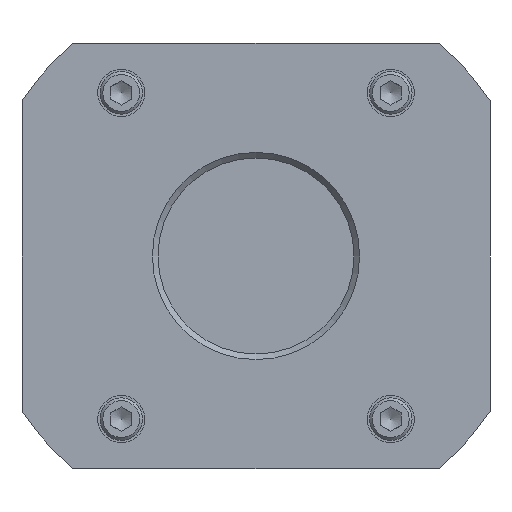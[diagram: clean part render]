
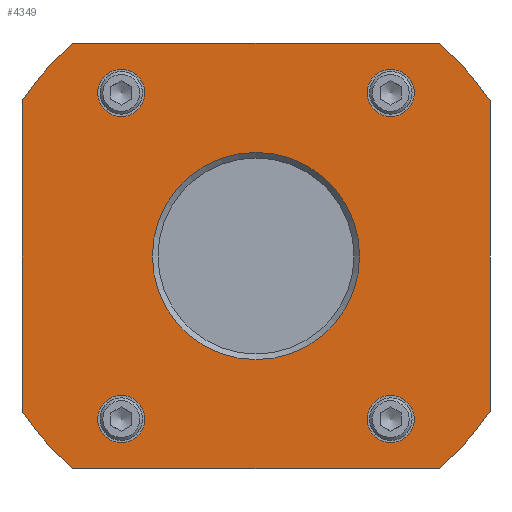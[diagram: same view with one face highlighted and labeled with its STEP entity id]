
A CAD part, front view. The second image highlights one B-rep face of the part: STEP entity #4349.
In plain terms, the highlighted planar face has unit normal (0, -1, 0).
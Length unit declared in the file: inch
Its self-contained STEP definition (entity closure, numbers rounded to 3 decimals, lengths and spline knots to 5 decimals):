
#4203=CARTESIAN_POINT('',(-0.9135,0.,0.));
#4204=VERTEX_POINT('',#4203);
#4205=CARTESIAN_POINT('',(0.0,0.0,0.0));
#4206=DIRECTION('',(0.0,-1.0,0.0));
#4207=DIRECTION('',(1.0,0.0,0.0));
#4208=AXIS2_PLACEMENT_3D('',#4205,#4206,#4207);
#4209=CIRCLE('',#4208,0.9135);
#4210=EDGE_CURVE('',#4204,#4204,#4209,.T.);
#4227=CARTESIAN_POINT('',(0.,0.,0.));
#4228=DIRECTION('',(0.0,1.0,0.0));
#4229=DIRECTION('',(0.0,0.0,-1.0));
#4230=AXIS2_PLACEMENT_3D('',#4227,#4228,#4229);
#4231=PLANE('',#4230);
#4232=CARTESIAN_POINT('',(1.61555,0.,1.875));
#4233=VERTEX_POINT('',#4232);
#4234=CARTESIAN_POINT('',(2.0625,0.,1.36811));
#4235=VERTEX_POINT('',#4234);
#4236=CARTESIAN_POINT('',(0.0,0.0,0.0));
#4237=DIRECTION('',(0.0,1.0,0.0));
#4238=DIRECTION('',(1.0,0.0,0.0));
#4239=AXIS2_PLACEMENT_3D('',#4236,#4237,#4238);
#4240=CIRCLE('',#4239,2.475);
#4241=EDGE_CURVE('',#4233,#4235,#4240,.T.);
#4242=ORIENTED_EDGE('',*,*,#4241,.F.);
#4243=CARTESIAN_POINT('',(-1.61555,0.,1.875));
#4244=VERTEX_POINT('',#4243);
#4245=CARTESIAN_POINT('',(-1.61555,0.,1.875));
#4246=DIRECTION('',(1.0,0.0,0.0));
#4247=VECTOR('',#4246,3.2311);
#4248=LINE('',#4245,#4247);
#4249=EDGE_CURVE('',#4244,#4233,#4248,.T.);
#4250=ORIENTED_EDGE('',*,*,#4249,.F.);
#4251=CARTESIAN_POINT('',(-2.0625,0.,1.36811));
#4252=VERTEX_POINT('',#4251);
#4253=CARTESIAN_POINT('',(0.0,0.0,0.0));
#4254=DIRECTION('',(0.0,1.0,0.0));
#4255=DIRECTION('',(1.0,0.0,0.0));
#4256=AXIS2_PLACEMENT_3D('',#4253,#4254,#4255);
#4257=CIRCLE('',#4256,2.475);
#4258=EDGE_CURVE('',#4252,#4244,#4257,.T.);
#4259=ORIENTED_EDGE('',*,*,#4258,.F.);
#4260=CARTESIAN_POINT('',(-2.0625,0.,-1.36811));
#4261=VERTEX_POINT('',#4260);
#4262=CARTESIAN_POINT('',(-2.0625,0.,-1.36811));
#4263=DIRECTION('',(0.0,0.0,1.0));
#4264=VECTOR('',#4263,2.73622);
#4265=LINE('',#4262,#4264);
#4266=EDGE_CURVE('',#4261,#4252,#4265,.T.);
#4267=ORIENTED_EDGE('',*,*,#4266,.F.);
#4268=CARTESIAN_POINT('',(-1.61555,0.,-1.875));
#4269=VERTEX_POINT('',#4268);
#4270=CARTESIAN_POINT('',(0.0,0.0,0.0));
#4271=DIRECTION('',(0.0,1.0,0.0));
#4272=DIRECTION('',(1.0,0.0,0.0));
#4273=AXIS2_PLACEMENT_3D('',#4270,#4271,#4272);
#4274=CIRCLE('',#4273,2.475);
#4275=EDGE_CURVE('',#4269,#4261,#4274,.T.);
#4276=ORIENTED_EDGE('',*,*,#4275,.F.);
#4277=CARTESIAN_POINT('',(1.61555,0.,-1.875));
#4278=VERTEX_POINT('',#4277);
#4279=CARTESIAN_POINT('',(1.61555,0.,-1.875));
#4280=DIRECTION('',(-1.0,0.0,0.0));
#4281=VECTOR('',#4280,3.2311);
#4282=LINE('',#4279,#4281);
#4283=EDGE_CURVE('',#4278,#4269,#4282,.T.);
#4284=ORIENTED_EDGE('',*,*,#4283,.F.);
#4285=CARTESIAN_POINT('',(2.0625,0.,-1.36811));
#4286=VERTEX_POINT('',#4285);
#4287=CARTESIAN_POINT('',(0.0,0.0,0.0));
#4288=DIRECTION('',(0.0,1.0,0.0));
#4289=DIRECTION('',(1.0,0.0,0.0));
#4290=AXIS2_PLACEMENT_3D('',#4287,#4288,#4289);
#4291=CIRCLE('',#4290,2.475);
#4292=EDGE_CURVE('',#4286,#4278,#4291,.T.);
#4293=ORIENTED_EDGE('',*,*,#4292,.F.);
#4294=CARTESIAN_POINT('',(2.0625,0.,1.36811));
#4295=DIRECTION('',(0.0,0.0,-1.0));
#4296=VECTOR('',#4295,2.73622);
#4297=LINE('',#4294,#4296);
#4298=EDGE_CURVE('',#4235,#4286,#4297,.T.);
#4299=ORIENTED_EDGE('',*,*,#4298,.F.);
#4300=EDGE_LOOP('',(#4242,#4250,#4259,#4267,#4276,#4284,#4293,#4299));
#4301=FACE_OUTER_BOUND('',#4300,.T.);
#4302=CARTESIAN_POINT('',(-1.395,0.,1.4375));
#4303=VERTEX_POINT('',#4302);
#4304=CARTESIAN_POINT('',(-1.1875,0.,1.4375));
#4305=DIRECTION('',(0.0,1.0,0.0));
#4306=DIRECTION('',(-1.0,0.0,0.0));
#4307=AXIS2_PLACEMENT_3D('',#4304,#4305,#4306);
#4308=CIRCLE('',#4307,0.2075);
#4309=EDGE_CURVE('',#4303,#4303,#4308,.T.);
#4310=ORIENTED_EDGE('',*,*,#4309,.T.);
#4311=EDGE_LOOP('',(#4310));
#4312=FACE_BOUND('',#4311,.T.);
#4313=CARTESIAN_POINT('',(0.98,0.,1.4375));
#4314=VERTEX_POINT('',#4313);
#4315=CARTESIAN_POINT('',(1.1875,0.,1.4375));
#4316=DIRECTION('',(0.0,1.0,0.0));
#4317=DIRECTION('',(-1.0,0.0,0.0));
#4318=AXIS2_PLACEMENT_3D('',#4315,#4316,#4317);
#4319=CIRCLE('',#4318,0.2075);
#4320=EDGE_CURVE('',#4314,#4314,#4319,.T.);
#4321=ORIENTED_EDGE('',*,*,#4320,.T.);
#4322=EDGE_LOOP('',(#4321));
#4323=FACE_BOUND('',#4322,.T.);
#4324=CARTESIAN_POINT('',(-1.395,0.,-1.4375));
#4325=VERTEX_POINT('',#4324);
#4326=CARTESIAN_POINT('',(-1.1875,0.,-1.4375));
#4327=DIRECTION('',(0.0,1.0,0.0));
#4328=DIRECTION('',(-1.0,0.0,0.0));
#4329=AXIS2_PLACEMENT_3D('',#4326,#4327,#4328);
#4330=CIRCLE('',#4329,0.2075);
#4331=EDGE_CURVE('',#4325,#4325,#4330,.T.);
#4332=ORIENTED_EDGE('',*,*,#4331,.T.);
#4333=EDGE_LOOP('',(#4332));
#4334=FACE_BOUND('',#4333,.T.);
#4335=CARTESIAN_POINT('',(0.98,0.,-1.4375));
#4336=VERTEX_POINT('',#4335);
#4337=CARTESIAN_POINT('',(1.1875,0.,-1.4375));
#4338=DIRECTION('',(0.0,1.0,0.0));
#4339=DIRECTION('',(-1.0,0.0,0.0));
#4340=AXIS2_PLACEMENT_3D('',#4337,#4338,#4339);
#4341=CIRCLE('',#4340,0.2075);
#4342=EDGE_CURVE('',#4336,#4336,#4341,.T.);
#4343=ORIENTED_EDGE('',*,*,#4342,.T.);
#4344=EDGE_LOOP('',(#4343));
#4345=FACE_BOUND('',#4344,.T.);
#4346=ORIENTED_EDGE('',*,*,#4210,.F.);
#4347=EDGE_LOOP('',(#4346));
#4348=FACE_BOUND('',#4347,.T.);
#4349=ADVANCED_FACE('',(#4301,#4312,#4323,#4334,#4345,#4348),#4231,.F.);
